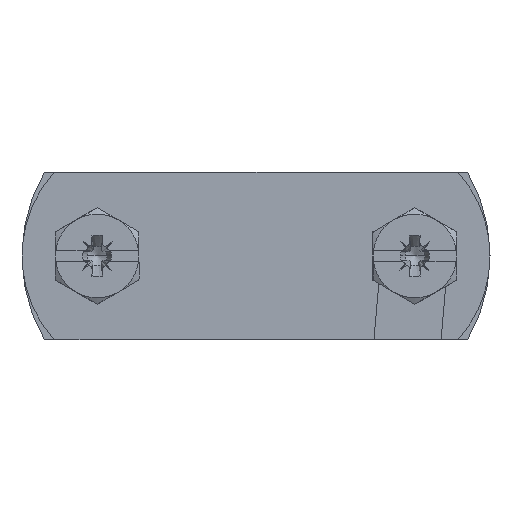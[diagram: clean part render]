
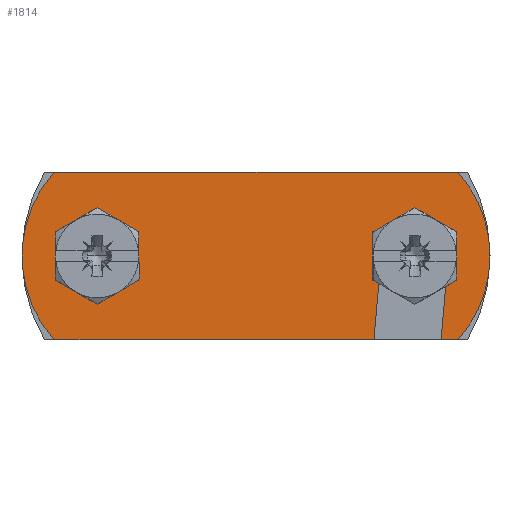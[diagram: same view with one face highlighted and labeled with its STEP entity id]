
A CAD part, front view. The second image highlights one B-rep face of the part: STEP entity #1814.
In plain terms, the highlighted face is planar.
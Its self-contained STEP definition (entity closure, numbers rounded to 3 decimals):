
#42 = CARTESIAN_POINT ( 'NONE',  ( 13., 10., 3. ) ) ;
#131 = AXIS2_PLACEMENT_3D ( 'NONE', #2291, #4829, #2719 ) ;
#219 = ORIENTED_EDGE ( 'NONE', *, *, #3142, .T. ) ;
#273 = ORIENTED_EDGE ( 'NONE', *, *, #1992, .T. ) ;
#294 = EDGE_CURVE ( 'NONE', #2049, #1493, #1819, .T. ) ;
#386 = DIRECTION ( 'NONE',  ( 0., 0., -1. ) ) ;
#458 = CARTESIAN_POINT ( 'NONE',  ( 50.14, 0., 3. ) ) ;
#460 = AXIS2_PLACEMENT_3D ( 'NONE', #634, #1482, #5243 ) ;
#588 = CARTESIAN_POINT ( 'NONE',  ( 0., 20., 3. ) ) ;
#592 = CARTESIAN_POINT ( 'NONE',  ( 56., 10., 3. ) ) ;
#634 = CARTESIAN_POINT ( 'NONE',  ( 41., 10., 3. ) ) ;
#635 = VERTEX_POINT ( 'NONE', #458 ) ;
#661 = ORIENTED_EDGE ( 'NONE', *, *, #2007, .T. ) ;
#831 = VERTEX_POINT ( 'NONE', #1660 ) ;
#854 = DIRECTION ( 'NONE',  ( 0., 0., -1. ) ) ;
#883 = ORIENTED_EDGE ( 'NONE', *, *, #4364, .T. ) ;
#953 = PLANE ( 'NONE',  #5240 ) ;
#1071 = EDGE_CURVE ( 'NONE', #3617, #3693, #3309, .T. ) ;
#1089 = DIRECTION ( 'NONE',  ( 1., 0., 0. ) ) ;
#1131 = DIRECTION ( 'NONE',  ( 0.087, 0.996, 0. ) ) ;
#1152 = VECTOR ( 'NONE', #2227, 1000. ) ;
#1165 = VERTEX_POINT ( 'NONE', #1856 ) ;
#1172 = VERTEX_POINT ( 'NONE', #4790 ) ;
#1203 = CARTESIAN_POINT ( 'NONE',  ( 52.18, 0., 3. ) ) ;
#1285 = DIRECTION ( 'NONE',  ( 1., 0., 0. ) ) ;
#1301 = DIRECTION ( 'NONE',  ( 1., 0., 0. ) ) ;
#1305 = FACE_BOUND ( 'NONE', #5126, .T. ) ;
#1316 = VERTEX_POINT ( 'NONE', #1712 ) ;
#1322 = AXIS2_PLACEMENT_3D ( 'NONE', #2582, #4251, #1301 ) ;
#1324 = CARTESIAN_POINT ( 'NONE',  ( 50.985, 9.651, 3. ) ) ;
#1348 = DIRECTION ( 'NONE',  ( 1., 0., 0. ) ) ;
#1367 = CARTESIAN_POINT ( 'NONE',  ( 0., 13.5, 3. ) ) ;
#1370 = CARTESIAN_POINT ( 'NONE',  ( 3.82, 0., 3. ) ) ;
#1482 = DIRECTION ( 'NONE',  ( 0., 0., 1. ) ) ;
#1493 = VERTEX_POINT ( 'NONE', #3878 ) ;
#1555 = DIRECTION ( 'NONE',  ( 1., 0., 0. ) ) ;
#1638 = EDGE_LOOP ( 'NONE', ( #219, #2094, #1936, #661, #2813, #1794, #273, #3905, #4714, #2233 ) ) ;
#1644 = FACE_OUTER_BOUND ( 'NONE', #1638, .T. ) ;
#1660 = CARTESIAN_POINT ( 'NONE',  ( 43.015, 10.349, 3. ) ) ;
#1665 = CARTESIAN_POINT ( 'NONE',  ( 15., 10., 3. ) ) ;
#1705 = CARTESIAN_POINT ( 'NONE',  ( 9., 10., 3. ) ) ;
#1710 = ORIENTED_EDGE ( 'NONE', *, *, #294, .T. ) ;
#1712 = CARTESIAN_POINT ( 'NONE',  ( 42.11, 0., 3. ) ) ;
#1714 = EDGE_CURVE ( 'NONE', #1165, #1172, #3806, .T. ) ;
#1736 = EDGE_CURVE ( 'NONE', #4862, #2049, #3685, .T. ) ;
#1782 = CIRCLE ( 'NONE', #5187, 15. ) ;
#1794 = ORIENTED_EDGE ( 'NONE', *, *, #3916, .T. ) ;
#1800 = VERTEX_POINT ( 'NONE', #42 ) ;
#1814 = ADVANCED_FACE ( 'NONE', ( #1305, #1644 ), #953, .T. ) ;
#1819 = LINE ( 'NONE', #1367, #5242 ) ;
#1856 = CARTESIAN_POINT ( 'NONE',  ( 51., 10., 3. ) ) ;
#1902 = AXIS2_PLACEMENT_3D ( 'NONE', #1665, #5018, #2517 ) ;
#1936 = ORIENTED_EDGE ( 'NONE', *, *, #4526, .T. ) ;
#1992 = EDGE_CURVE ( 'NONE', #635, #2640, #4367, .T. ) ;
#2007 = EDGE_CURVE ( 'NONE', #831, #1165, #3279, .T. ) ;
#2049 = VERTEX_POINT ( 'NONE', #2753 ) ;
#2094 = ORIENTED_EDGE ( 'NONE', *, *, #4809, .T. ) ;
#2097 = AXIS2_PLACEMENT_3D ( 'NONE', #2405, #386, #1555 ) ;
#2180 = EDGE_CURVE ( 'NONE', #1800, #2770, #2632, .T. ) ;
#2227 = DIRECTION ( 'NONE',  ( -1., 0., 0. ) ) ;
#2233 = ORIENTED_EDGE ( 'NONE', *, *, #4217, .T. ) ;
#2238 = LINE ( 'NONE', #2429, #2914 ) ;
#2242 = CARTESIAN_POINT ( 'NONE',  ( 0., 0., 3. ) ) ;
#2291 = CARTESIAN_POINT ( 'NONE',  ( 9., 10., 3. ) ) ;
#2300 = AXIS2_PLACEMENT_3D ( 'NONE', #3585, #3997, #4015 ) ;
#2394 = CARTESIAN_POINT ( 'NONE',  ( 3.82, 20., 3. ) ) ;
#2405 = CARTESIAN_POINT ( 'NONE',  ( 47., 10., 3. ) ) ;
#2429 = CARTESIAN_POINT ( 'NONE',  ( 42.11, 0., 3. ) ) ;
#2517 = DIRECTION ( 'NONE',  ( 1., 0., 0. ) ) ;
#2582 = CARTESIAN_POINT ( 'NONE',  ( 9., 10., 3. ) ) ;
#2596 = CARTESIAN_POINT ( 'NONE',  ( 0., 0., 3. ) ) ;
#2600 = VERTEX_POINT ( 'NONE', #2394 ) ;
#2632 = CIRCLE ( 'NONE', #1322, 4. ) ;
#2640 = VERTEX_POINT ( 'NONE', #1203 ) ;
#2676 = AXIS2_PLACEMENT_3D ( 'NONE', #1705, #854, #1285 ) ;
#2719 = DIRECTION ( 'NONE',  ( 1., 0., 0. ) ) ;
#2753 = CARTESIAN_POINT ( 'NONE',  ( 7.064, 13.5, 3. ) ) ;
#2770 = VERTEX_POINT ( 'NONE', #4263 ) ;
#2781 = VERTEX_POINT ( 'NONE', #1370 ) ;
#2813 = ORIENTED_EDGE ( 'NONE', *, *, #1714, .T. ) ;
#2914 = VECTOR ( 'NONE', #1131, 1000. ) ;
#2941 = LINE ( 'NONE', #2596, #4761 ) ;
#3026 = CARTESIAN_POINT ( 'NONE',  ( 0., 0., 3. ) ) ;
#3041 = DIRECTION ( 'NONE',  ( 0., 0., 1. ) ) ;
#3142 = EDGE_CURVE ( 'NONE', #2600, #2781, #3521, .T. ) ;
#3279 = CIRCLE ( 'NONE', #2300, 4. ) ;
#3309 = CIRCLE ( 'NONE', #460, 15. ) ;
#3485 = DIRECTION ( 'NONE',  ( 1., 0., 0. ) ) ;
#3521 = CIRCLE ( 'NONE', #1902, 15. ) ;
#3563 = LINE ( 'NONE', #588, #4463 ) ;
#3585 = CARTESIAN_POINT ( 'NONE',  ( 47., 10., 3. ) ) ;
#3589 = EDGE_CURVE ( 'NONE', #2770, #4862, #4958, .T. ) ;
#3617 = VERTEX_POINT ( 'NONE', #592 ) ;
#3685 = CIRCLE ( 'NONE', #2676, 4. ) ;
#3693 = VERTEX_POINT ( 'NONE', #4554 ) ;
#3806 = CIRCLE ( 'NONE', #2097, 4. ) ;
#3862 = ORIENTED_EDGE ( 'NONE', *, *, #3589, .T. ) ;
#3878 = CARTESIAN_POINT ( 'NONE',  ( 10.936, 13.5, 3. ) ) ;
#3895 = CARTESIAN_POINT ( 'NONE',  ( 0., 6.5, 3. ) ) ;
#3905 = ORIENTED_EDGE ( 'NONE', *, *, #4321, .T. ) ;
#3916 = EDGE_CURVE ( 'NONE', #1172, #635, #5302, .T. ) ;
#3980 = DIRECTION ( 'NONE',  ( 0., 0., 1. ) ) ;
#3997 = DIRECTION ( 'NONE',  ( 0., 0., -1. ) ) ;
#4015 = DIRECTION ( 'NONE',  ( 1., 0., 0. ) ) ;
#4149 = VECTOR ( 'NONE', #5150, 1000. ) ;
#4217 = EDGE_CURVE ( 'NONE', #3693, #2600, #3563, .T. ) ;
#4251 = DIRECTION ( 'NONE',  ( 0., 0., -1. ) ) ;
#4263 = CARTESIAN_POINT ( 'NONE',  ( 10.936, 6.5, 3. ) ) ;
#4303 = ORIENTED_EDGE ( 'NONE', *, *, #2180, .T. ) ;
#4308 = CARTESIAN_POINT ( 'NONE',  ( 7.064, 6.5, 3. ) ) ;
#4321 = EDGE_CURVE ( 'NONE', #2640, #3617, #1782, .T. ) ;
#4364 = EDGE_CURVE ( 'NONE', #1493, #1800, #4605, .T. ) ;
#4367 = LINE ( 'NONE', #2242, #4787 ) ;
#4420 = DIRECTION ( 'NONE',  ( 1., 0., 0. ) ) ;
#4423 = CARTESIAN_POINT ( 'NONE',  ( 41., 10., 3. ) ) ;
#4463 = VECTOR ( 'NONE', #5171, 1000. ) ;
#4526 = EDGE_CURVE ( 'NONE', #1316, #831, #2238, .T. ) ;
#4554 = CARTESIAN_POINT ( 'NONE',  ( 52.18, 20., 3. ) ) ;
#4605 = CIRCLE ( 'NONE', #131, 4. ) ;
#4687 = DIRECTION ( 'NONE',  ( 1., 0., 0. ) ) ;
#4714 = ORIENTED_EDGE ( 'NONE', *, *, #1071, .T. ) ;
#4761 = VECTOR ( 'NONE', #4687, 1000. ) ;
#4787 = VECTOR ( 'NONE', #4420, 1000. ) ;
#4790 = CARTESIAN_POINT ( 'NONE',  ( 50.985, 9.651, 3. ) ) ;
#4809 = EDGE_CURVE ( 'NONE', #2781, #1316, #2941, .T. ) ;
#4829 = DIRECTION ( 'NONE',  ( 0., 0., -1. ) ) ;
#4862 = VERTEX_POINT ( 'NONE', #4308 ) ;
#4958 = LINE ( 'NONE', #3895, #1152 ) ;
#5018 = DIRECTION ( 'NONE',  ( 0., 0., 1. ) ) ;
#5024 = ORIENTED_EDGE ( 'NONE', *, *, #1736, .T. ) ;
#5126 = EDGE_LOOP ( 'NONE', ( #5024, #1710, #883, #4303, #3862 ) ) ;
#5150 = DIRECTION ( 'NONE',  ( -0.087, -0.996, 0. ) ) ;
#5171 = DIRECTION ( 'NONE',  ( -1., 0., 0. ) ) ;
#5187 = AXIS2_PLACEMENT_3D ( 'NONE', #4423, #3980, #1089 ) ;
#5240 = AXIS2_PLACEMENT_3D ( 'NONE', #3026, #3041, #3485 ) ;
#5242 = VECTOR ( 'NONE', #1348, 1000. ) ;
#5243 = DIRECTION ( 'NONE',  ( 1., 0., 0. ) ) ;
#5302 = LINE ( 'NONE', #1324, #4149 ) ;
